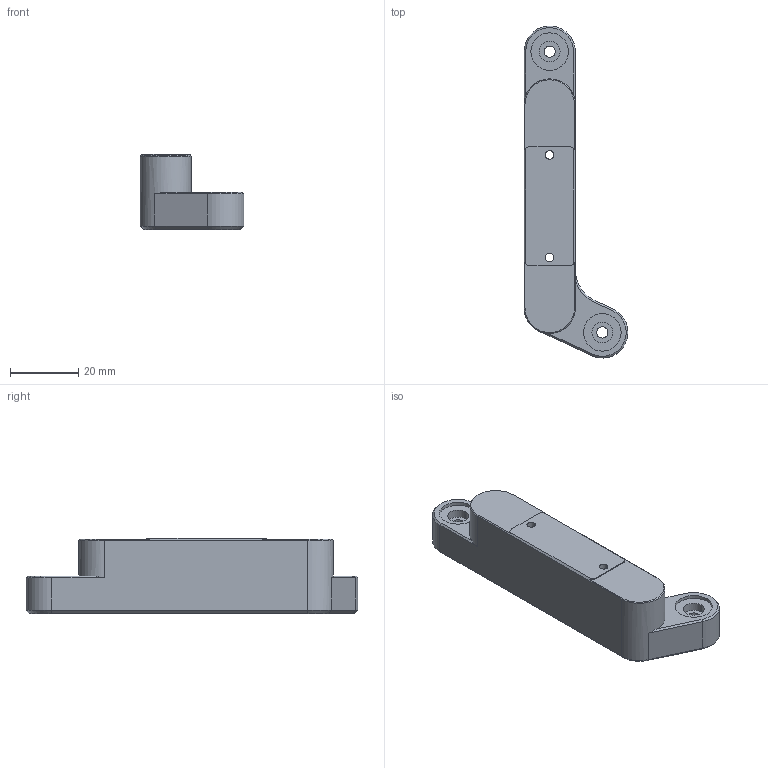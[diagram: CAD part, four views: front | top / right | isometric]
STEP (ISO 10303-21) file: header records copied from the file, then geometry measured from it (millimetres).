
FILE_DESCRIPTION (( 'STEP AP214' ), '1' );
FILE_NAME ('1225-10936 - Rev01 .step', '2019-07-15T14:08:04', ( '' ), ( '' ), 'SwSTEP 2.0', 'SolidWorks 2019', '' );
FILE_SCHEMA (( 'AUTOMOTIVE_DESIGN' ));
Length unit declared in the file: millimetre
Products named in the file (1): 1225-10936 - Rev01 
Bounding box: 30.41 x 97.17 x 22 mm (x, y, z)
Volume: 19629.8 mm3; surface area: 9827.6 mm2
Topology: 1 solids, 1 shells, 71 faces, 170 edges, 106 vertices
Faces by surface type: plane 31, cylinder 28, cone 12
Entity records: 2196 total; most frequent: DIRECTION 375, CARTESIAN_POINT 372, ORIENTED_EDGE 340, EDGE_CURVE 170, AXIS2_PLACEMENT_3D 141, VERTEX_POINT 106, VECTOR 93, LINE 93
